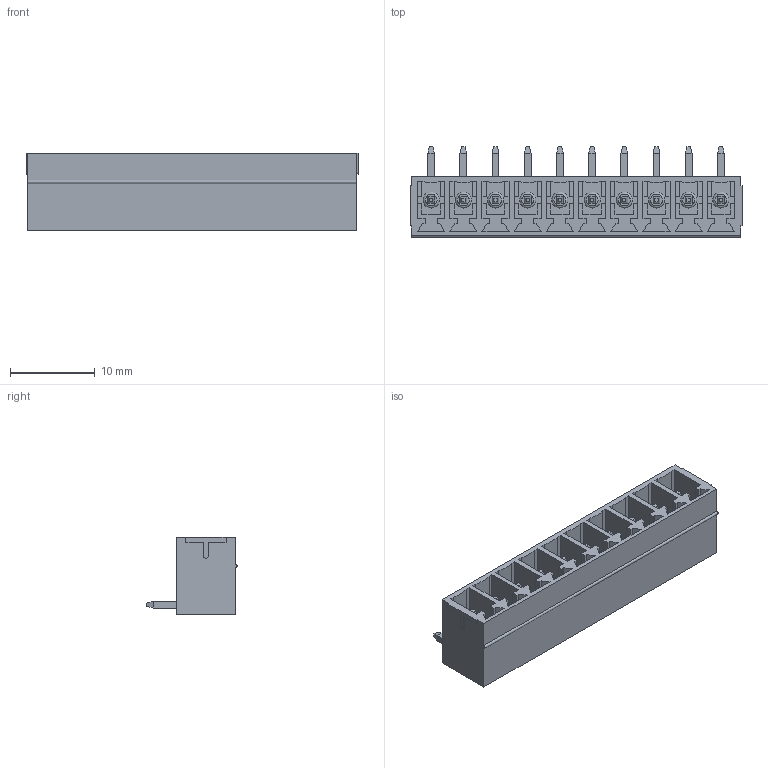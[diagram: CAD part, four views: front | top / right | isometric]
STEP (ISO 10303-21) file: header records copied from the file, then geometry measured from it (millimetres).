
FILE_DESCRIPTION( ( 'Unknown' ), '1' );
FILE_NAME( '691322310010.stp', 'Unknown', ( 'Unknown' ), ( 'Unknown' ), 'PSStep 14.0', 'Unknown', ' ' );
FILE_SCHEMA( ( 'AUTOMOTIVE_DESIGN { 1 0 10303 214 1 1 1 1 }' ) );
Length unit declared in the file: millimetre
Products named in the file (3): Assem1; 6913213000xx_PIN; 691321300010
Assembly tree (11 placements, depth 2):
  Assem1
    6913213000xx_PIN  x10
    691321300010
Bounding box: 39.29 x 10.7 x 9.2 mm (x, y, z)
Volume: 1276.4 mm3; surface area: 3800.1 mm2
Topology: 11 solids, 11 shells, 624 faces, 1676 edges, 1084 vertices
Faces by surface type: plane 571, cylinder 43, torus 10
Full cylindrical faces by diameter (mm): 1.9 x10
Entity records: 18795 total; most frequent: CARTESIAN_POINT 2672, ORIENTED_EDGE 2626, DIRECTION 2357, EDGE_CURVE 1313, LINE 1235, VECTOR 1235, VERTEX_POINT 876, AXIS2_PLACEMENT_3D 561
